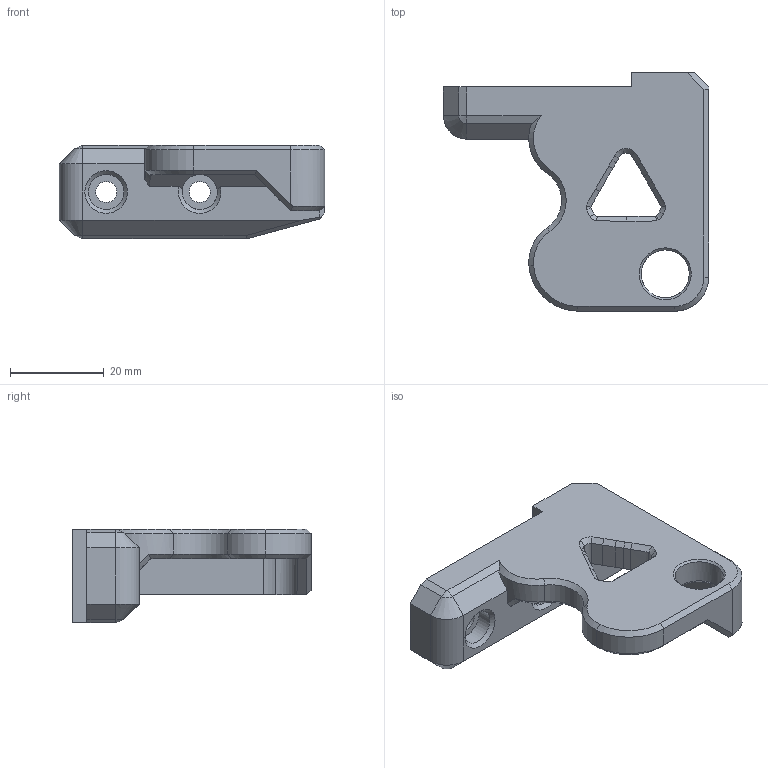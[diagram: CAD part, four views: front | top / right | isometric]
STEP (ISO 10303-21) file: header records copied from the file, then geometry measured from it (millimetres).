
FILE_DESCRIPTION(/* description */ (''),/* implementation_level */ '2;1');
FILE_NAME(/* name */ 'Z_TOP_RIGHT.step',/* time_stamp */ '2021-09-09T23:59:00+02:00',/* author */ (''),/* organization */ (''),/* preprocessor_version */ 'ST-DEVELOPER v18.1',/* originating_system */ 'Autodesk Translation Framework v10.10.0.1391',/* authorisation */ '');
FILE_SCHEMA (('AUTOMOTIVE_DESIGN { 1 0 10303 214 3 1 1 }'));
Length unit declared in the file: millimetre
Products named in the file (1): Z_TOP_RIGHT
Bounding box: 56.65 x 50.9 x 19.99 mm (x, y, z)
Volume: 19056.2 mm3; surface area: 7789.6 mm2
Topology: 1 solids, 1 shells, 177 faces, 469 edges, 299 vertices
Faces by surface type: bspline 77, plane 67, cone 19, cylinder 14
Full cylindrical faces by diameter (mm): 4.5 x2, 7.5 x2, 10 x1, 10.25 x1
Entity records: 6534 total; most frequent: CARTESIAN_POINT 2637, ORIENTED_EDGE 938, DIRECTION 562, EDGE_CURVE 469, VERTEX_POINT 299, LINE 248, VECTOR 248, EDGE_LOOP 190
